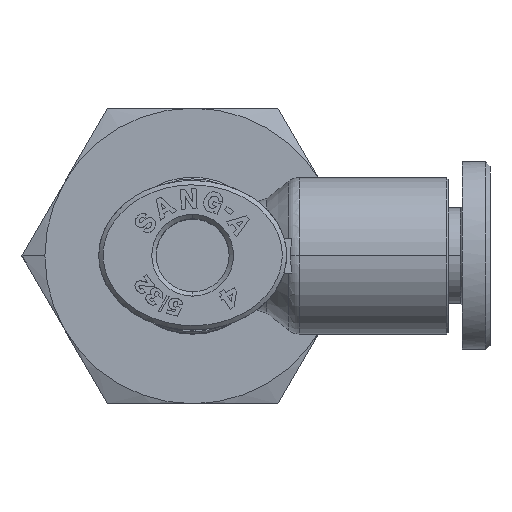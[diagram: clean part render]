
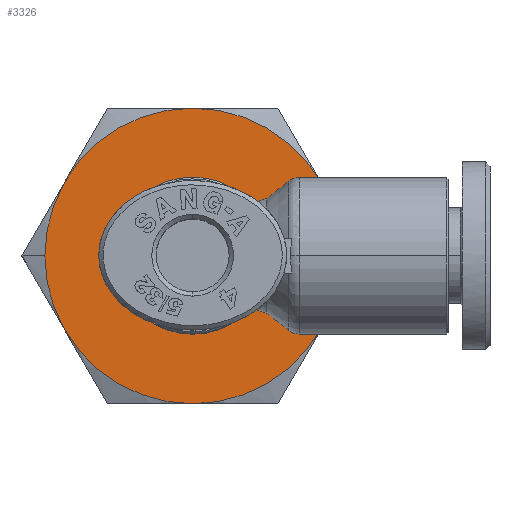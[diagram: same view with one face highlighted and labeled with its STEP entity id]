
A CAD part, top view. The second image highlights one B-rep face of the part: STEP entity #3326.
In plain terms, the highlighted planar face has unit normal (0, 0, 1).
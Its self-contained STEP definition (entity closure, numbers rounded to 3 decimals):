
#2631=CARTESIAN_POINT('',(-13.8,0.,-4.8));
#2632=VERTEX_POINT('',#2631);
#2641=CARTESIAN_POINT('',(-12.661,4.25,-4.8));
#2642=VERTEX_POINT('',#2641);
#2643=CARTESIAN_POINT('',(-5.3,0.,-4.8));
#2644=DIRECTION('',(0.0,0.0,1.0));
#2645=DIRECTION('',(1.0,0.0,0.0));
#2646=AXIS2_PLACEMENT_3D('',#2643,#2644,#2645);
#2647=CIRCLE('',#2646,8.5);
#2648=EDGE_CURVE('',#2642,#2632,#2647,.T.);
#2673=CARTESIAN_POINT('',(3.2,0.,-4.8));
#2674=VERTEX_POINT('',#2673);
#2681=CARTESIAN_POINT('',(2.061,4.25,-4.8));
#2682=VERTEX_POINT('',#2681);
#2696=CARTESIAN_POINT('',(-5.3,0.,-4.8));
#2697=DIRECTION('',(0.0,0.0,1.0));
#2698=DIRECTION('',(1.0,0.0,0.0));
#2699=AXIS2_PLACEMENT_3D('',#2696,#2697,#2698);
#2700=CIRCLE('',#2699,8.5);
#2701=EDGE_CURVE('',#2674,#2682,#2700,.T.);
#2974=CARTESIAN_POINT('',(-0.799,0.,-4.8));
#2975=VERTEX_POINT('',#2974);
#2984=CARTESIAN_POINT('',(-9.801,0.,-4.8));
#2985=VERTEX_POINT('',#2984);
#2993=CARTESIAN_POINT('',(-5.3,0.,-4.8));
#2994=DIRECTION('',(0.0,0.0,1.0));
#2995=DIRECTION('',(-1.0,0.0,0.0));
#2996=AXIS2_PLACEMENT_3D('',#2993,#2994,#2995);
#2997=CIRCLE('',#2996,4.501);
#2998=EDGE_CURVE('',#2985,#2975,#2997,.T.);
#3227=CARTESIAN_POINT('',(-5.3,0.,-4.8));
#3228=DIRECTION('',(0.0,0.0,1.0));
#3229=DIRECTION('',(-1.0,0.0,0.0));
#3230=AXIS2_PLACEMENT_3D('',#3227,#3228,#3229);
#3231=CIRCLE('',#3230,4.501);
#3232=EDGE_CURVE('',#2975,#2985,#3231,.T.);
#3263=CARTESIAN_POINT('',(-5.3,0.,-4.8));
#3264=DIRECTION('',(0.0,0.0,-1.0));
#3265=DIRECTION('',(-1.0,0.0,0.0));
#3266=AXIS2_PLACEMENT_3D('',#3263,#3264,#3265);
#3267=PLANE('',#3266);
#3268=ORIENTED_EDGE('',*,*,#2648,.T.);
#3269=CARTESIAN_POINT('',(-12.661,-4.25,-4.8));
#3270=VERTEX_POINT('',#3269);
#3271=CARTESIAN_POINT('',(-5.3,0.,-4.8));
#3272=DIRECTION('',(0.0,0.0,1.0));
#3273=DIRECTION('',(1.0,0.0,0.0));
#3274=AXIS2_PLACEMENT_3D('',#3271,#3272,#3273);
#3275=CIRCLE('',#3274,8.5);
#3276=EDGE_CURVE('',#2632,#3270,#3275,.T.);
#3277=ORIENTED_EDGE('',*,*,#3276,.T.);
#3278=CARTESIAN_POINT('',(-5.3,-8.5,-4.8));
#3279=VERTEX_POINT('',#3278);
#3280=CARTESIAN_POINT('',(-5.3,0.,-4.8));
#3281=DIRECTION('',(0.0,0.0,1.0));
#3282=DIRECTION('',(1.0,0.0,0.0));
#3283=AXIS2_PLACEMENT_3D('',#3280,#3281,#3282);
#3284=CIRCLE('',#3283,8.5);
#3285=EDGE_CURVE('',#3270,#3279,#3284,.T.);
#3286=ORIENTED_EDGE('',*,*,#3285,.T.);
#3287=CARTESIAN_POINT('',(2.061,-4.25,-4.8));
#3288=VERTEX_POINT('',#3287);
#3289=CARTESIAN_POINT('',(-5.3,0.,-4.8));
#3290=DIRECTION('',(0.0,0.0,1.0));
#3291=DIRECTION('',(1.0,0.0,0.0));
#3292=AXIS2_PLACEMENT_3D('',#3289,#3290,#3291);
#3293=CIRCLE('',#3292,8.5);
#3294=EDGE_CURVE('',#3279,#3288,#3293,.T.);
#3295=ORIENTED_EDGE('',*,*,#3294,.T.);
#3296=CARTESIAN_POINT('',(-5.3,0.,-4.8));
#3297=DIRECTION('',(0.0,0.0,1.0));
#3298=DIRECTION('',(1.0,0.0,0.0));
#3299=AXIS2_PLACEMENT_3D('',#3296,#3297,#3298);
#3300=CIRCLE('',#3299,8.5);
#3301=EDGE_CURVE('',#3288,#2674,#3300,.T.);
#3302=ORIENTED_EDGE('',*,*,#3301,.T.);
#3303=ORIENTED_EDGE('',*,*,#2701,.T.);
#3304=CARTESIAN_POINT('',(-5.3,8.5,-4.8));
#3305=VERTEX_POINT('',#3304);
#3306=CARTESIAN_POINT('',(-5.3,0.,-4.8));
#3307=DIRECTION('',(0.0,0.0,1.0));
#3308=DIRECTION('',(1.0,0.0,0.0));
#3309=AXIS2_PLACEMENT_3D('',#3306,#3307,#3308);
#3310=CIRCLE('',#3309,8.5);
#3311=EDGE_CURVE('',#2682,#3305,#3310,.T.);
#3312=ORIENTED_EDGE('',*,*,#3311,.T.);
#3313=CARTESIAN_POINT('',(-5.3,0.,-4.8));
#3314=DIRECTION('',(0.0,0.0,1.0));
#3315=DIRECTION('',(1.0,0.0,0.0));
#3316=AXIS2_PLACEMENT_3D('',#3313,#3314,#3315);
#3317=CIRCLE('',#3316,8.5);
#3318=EDGE_CURVE('',#3305,#2642,#3317,.T.);
#3319=ORIENTED_EDGE('',*,*,#3318,.T.);
#3320=EDGE_LOOP('',(#3268,#3277,#3286,#3295,#3302,#3303,#3312,#3319));
#3321=FACE_OUTER_BOUND('',#3320,.T.);
#3322=ORIENTED_EDGE('',*,*,#3232,.F.);
#3323=ORIENTED_EDGE('',*,*,#2998,.F.);
#3324=EDGE_LOOP('',(#3322,#3323));
#3325=FACE_BOUND('',#3324,.T.);
#3326=ADVANCED_FACE('',(#3321,#3325),#3267,.F.);
